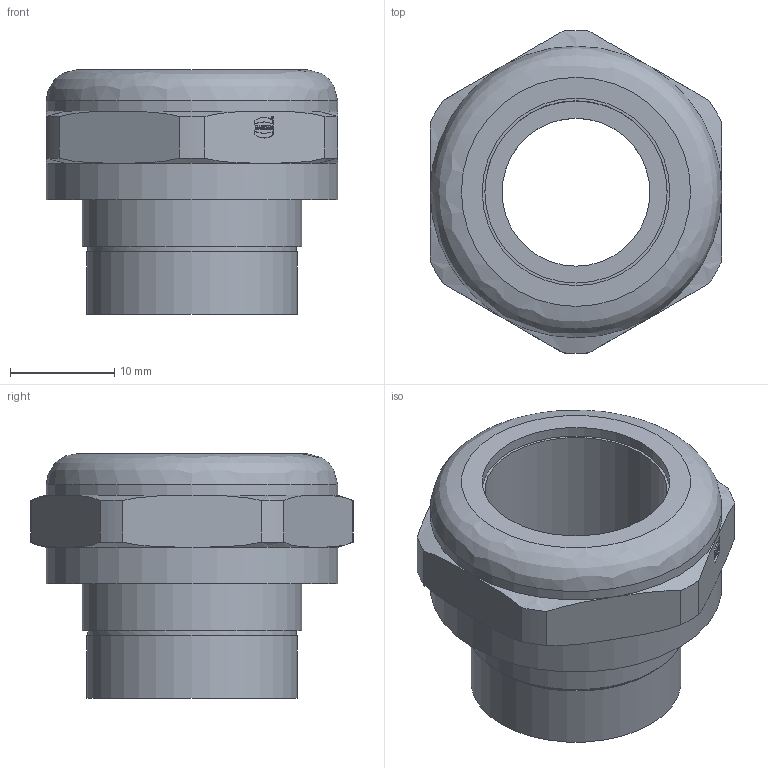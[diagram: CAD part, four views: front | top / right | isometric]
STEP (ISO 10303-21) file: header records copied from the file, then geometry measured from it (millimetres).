
FILE_DESCRIPTION(/* description */ (''),/* implementation_level */ '2;1');
FILE_NAME(/* name */ '100095226ugm000_b.stp',/* time_stamp */ '2019-11-19T07:30:11+01:00',/* author */ (''),/* organization */ (''),/* preprocessor_version */ 'ST-DEVELOPER v16.7',/* originating_system */ 'SIEMENS PLM Software NX 12.0',/* authorisation */ '');
FILE_SCHEMA (('AUTOMOTIVE_DESIGN { 1 0 10303 214 3 1 1 1 }'));
Length unit declared in the file: millimetre
Products named in the file (1): 100095226ugm000_b
Bounding box: 28 x 30.99 x 23.5 mm (x, y, z)
Volume: 5916.8 mm3; surface area: 4609.9 mm2
Topology: 1 solids, 1 shells, 145 faces, 357 edges, 236 vertices
Faces by surface type: plane 104, cylinder 26, bspline 13, extrusion 2
Full cylindrical faces by diameter (mm): 0.228 x1, 0.269 x1, 14.2 x2, 17.5 x1, 18 x1, 20 x1, 20.2 x1, 21.103 x1, 23.6 x1, 28 x2
Entity records: 5061 total; most frequent: CARTESIAN_POINT 1358, ORIENTED_EDGE 682, DIRECTION 643, EDGE_CURVE 341, VECTOR 249, LINE 247, VERTEX_POINT 232, AXIS2_PLACEMENT_3D 197
